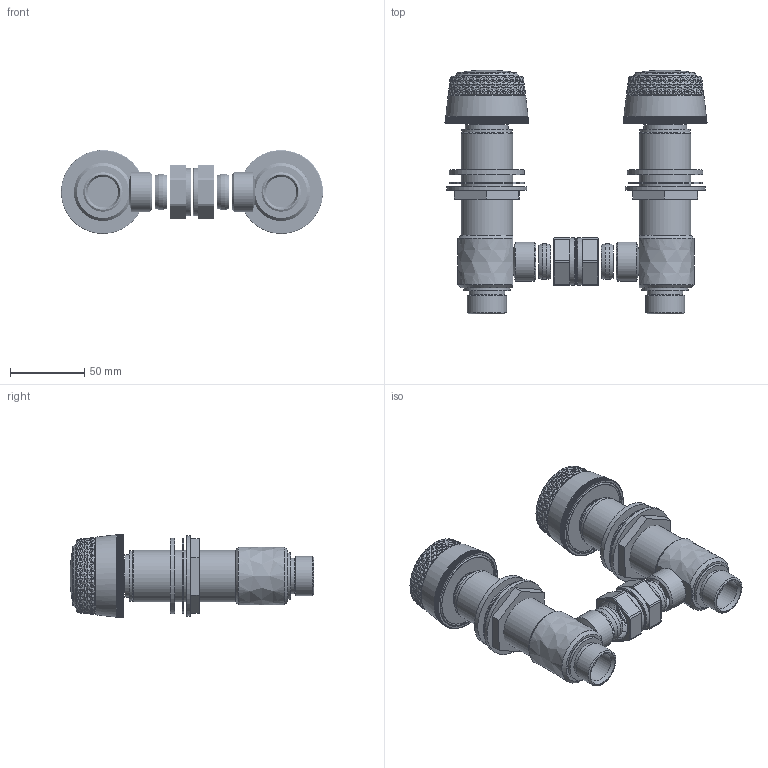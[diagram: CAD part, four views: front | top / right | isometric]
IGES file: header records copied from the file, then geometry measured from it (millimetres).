
Global section: file name: T10K42-CCR-CBR; native system: Autodesk Inventor 2020; preprocessor: unknown; author: camerond; date: 20220321.084610; units: millimetre
Bounding box: 176.42 x 164.16 x 56.42 mm (x, y, z)
Volume: 294779 mm3; surface area: 196248.3 mm2
Topology: 50 solids, 50 shells, 11266 faces, 25156 edges, 14084 vertices
Faces by surface type: bspline 11266
